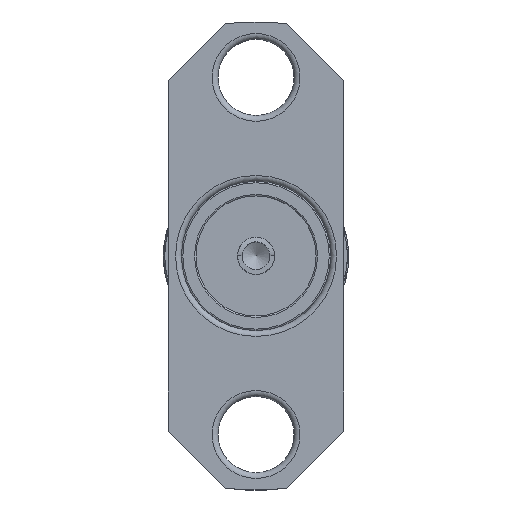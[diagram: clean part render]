
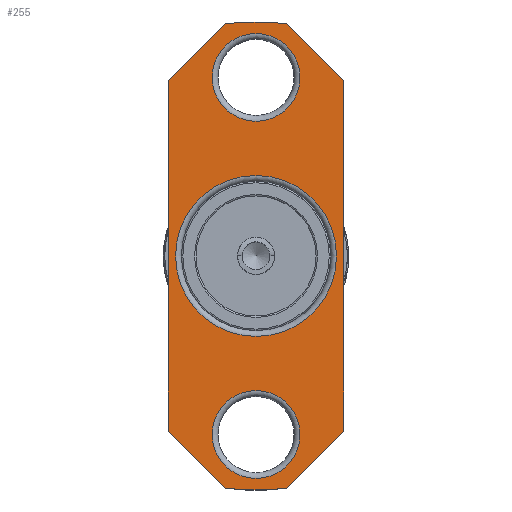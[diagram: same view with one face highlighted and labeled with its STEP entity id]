
A CAD part, top view. The second image highlights one B-rep face of the part: STEP entity #255.
In plain terms, the highlighted planar face has unit normal (0, 0, 1).
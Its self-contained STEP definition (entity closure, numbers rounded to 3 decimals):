
#255 = ADVANCED_FACE( '', ( #509, #510, #511, #512 ), #513, .T. );
#509 = FACE_BOUND( '', #818, .T. );
#510 = FACE_BOUND( '', #819, .T. );
#511 = FACE_BOUND( '', #820, .T. );
#512 = FACE_OUTER_BOUND( '', #821, .T. );
#513 = PLANE( '', #822 );
#818 = EDGE_LOOP( '', ( #1595 ) );
#819 = EDGE_LOOP( '', ( #1596 ) );
#820 = EDGE_LOOP( '', ( #1597 ) );
#821 = EDGE_LOOP( '', ( #1598, #1599, #1600, #1601, #1602, #1603, #1604, #1605 ) );
#822 = AXIS2_PLACEMENT_3D( '', #1606, #1607, #1608 );
#1595 = ORIENTED_EDGE( '', *, *, #2092, .T. );
#1596 = ORIENTED_EDGE( '', *, *, #2093, .T. );
#1597 = ORIENTED_EDGE( '', *, *, #2094, .T. );
#1598 = ORIENTED_EDGE( '', *, *, #2095, .T. );
#1599 = ORIENTED_EDGE( '', *, *, #2096, .T. );
#1600 = ORIENTED_EDGE( '', *, *, #2037, .T. );
#1601 = ORIENTED_EDGE( '', *, *, #2029, .T. );
#1602 = ORIENTED_EDGE( '', *, *, #2063, .T. );
#1603 = ORIENTED_EDGE( '', *, *, #2097, .T. );
#1604 = ORIENTED_EDGE( '', *, *, #2098, .T. );
#1605 = ORIENTED_EDGE( '', *, *, #2019, .T. );
#1606 = CARTESIAN_POINT( '', ( 0., 0., 1.6 ) );
#1607 = DIRECTION( '', ( 0., 0., 1. ) );
#1608 = DIRECTION( '', ( 1., 0., 0. ) );
#2019 = EDGE_CURVE( '', #2247, #2245, #2248, .T. );
#2029 = EDGE_CURVE( '', #2264, #2262, #2265, .T. );
#2037 = EDGE_CURVE( '', #2276, #2264, #2277, .T. );
#2063 = EDGE_CURVE( '', #2262, #2317, #2319, .T. );
#2092 = EDGE_CURVE( '', #2367, #2367, #2368, .F. );
#2093 = EDGE_CURVE( '', #2369, #2369, #2370, .F. );
#2094 = EDGE_CURVE( '', #2371, #2371, #2372, .F. );
#2095 = EDGE_CURVE( '', #2245, #2373, #2374, .T. );
#2096 = EDGE_CURVE( '', #2373, #2276, #2375, .T. );
#2097 = EDGE_CURVE( '', #2317, #2376, #2377, .T. );
#2098 = EDGE_CURVE( '', #2376, #2247, #2378, .T. );
#2245 = VERTEX_POINT( '', #2635 );
#2247 = VERTEX_POINT( '', #2638 );
#2248 = CIRCLE( '', #2639, 8. );
#2262 = VERTEX_POINT( '', #2654 );
#2264 = VERTEX_POINT( '', #2657 );
#2265 = CIRCLE( '', #2658, 8. );
#2276 = VERTEX_POINT( '', #2789 );
#2277 = LINE( '', #2790, #2791 );
#2317 = VERTEX_POINT( '', #2834 );
#2319 = LINE( '', #2837, #2838 );
#2367 = VERTEX_POINT( '', #2897 );
#2368 = CIRCLE( '', #2898, 1.5 );
#2369 = VERTEX_POINT( '', #2899 );
#2370 = CIRCLE( '', #2900, 2.75 );
#2371 = VERTEX_POINT( '', #2901 );
#2372 = CIRCLE( '', #2902, 1.5 );
#2373 = VERTEX_POINT( '', #2903 );
#2374 = LINE( '', #2904, #2905 );
#2375 = LINE( '', #2906, #2907 );
#2376 = VERTEX_POINT( '', #2908 );
#2377 = LINE( '', #2909, #2910 );
#2378 = LINE( '', #2911, #2912 );
#2635 = CARTESIAN_POINT( '', ( 1.049, -7.931, 1.6 ) );
#2638 = CARTESIAN_POINT( '', ( -1.049, -7.931, 1.6 ) );
#2639 = AXIS2_PLACEMENT_3D( '', #3388, #3389, #3390 );
#2654 = CARTESIAN_POINT( '', ( -1.049, 7.931, 1.6 ) );
#2657 = CARTESIAN_POINT( '', ( 1.049, 7.931, 1.6 ) );
#2658 = AXIS2_PLACEMENT_3D( '', #3405, #3406, #3407 );
#2789 = CARTESIAN_POINT( '', ( 3., 5.98, 1.6 ) );
#2790 = CARTESIAN_POINT( '', ( 1.049, 7.931, 1.6 ) );
#2791 = VECTOR( '', #3413, 1000. );
#2834 = CARTESIAN_POINT( '', ( -3., 5.98, 1.6 ) );
#2837 = CARTESIAN_POINT( '', ( -3., 5.98, 1.6 ) );
#2838 = VECTOR( '', #3457, 1000. );
#2897 = CARTESIAN_POINT( '', ( 1.5, 6.1, 1.6 ) );
#2898 = AXIS2_PLACEMENT_3D( '', #3499, #3500, #3501 );
#2899 = CARTESIAN_POINT( '', ( 2.75, 0., 1.6 ) );
#2900 = AXIS2_PLACEMENT_3D( '', #3502, #3503, #3504 );
#2901 = CARTESIAN_POINT( '', ( 1.5, -6.1, 1.6 ) );
#2902 = AXIS2_PLACEMENT_3D( '', #3505, #3506, #3507 );
#2903 = CARTESIAN_POINT( '', ( 3., -5.98, 1.6 ) );
#2904 = CARTESIAN_POINT( '', ( 3., -5.98, 1.6 ) );
#2905 = VECTOR( '', #3508, 1000. );
#2906 = CARTESIAN_POINT( '', ( 3., -5.98, 1.6 ) );
#2907 = VECTOR( '', #3509, 1000. );
#2908 = CARTESIAN_POINT( '', ( -3., -5.98, 1.6 ) );
#2909 = CARTESIAN_POINT( '', ( -3., 5.98, 1.6 ) );
#2910 = VECTOR( '', #3510, 1000. );
#2911 = CARTESIAN_POINT( '', ( -1.049, -7.931, 1.6 ) );
#2912 = VECTOR( '', #3511, 1000. );
#3388 = CARTESIAN_POINT( '', ( 0., 0., 1.6 ) );
#3389 = DIRECTION( '', ( 0., 0., 1. ) );
#3390 = DIRECTION( '', ( 1., 0., 0. ) );
#3405 = CARTESIAN_POINT( '', ( 0., 0., 1.6 ) );
#3406 = DIRECTION( '', ( 0., 0., 1. ) );
#3407 = DIRECTION( '', ( 1., 0., 0. ) );
#3413 = DIRECTION( '', ( -0.707, 0.707, 0. ) );
#3457 = DIRECTION( '', ( -0.707, -0.707, 0. ) );
#3499 = CARTESIAN_POINT( '', ( 0., 6.1, 1.6 ) );
#3500 = DIRECTION( '', ( 0., 0., 1. ) );
#3501 = DIRECTION( '', ( 1., 0., 0. ) );
#3502 = CARTESIAN_POINT( '', ( 0., 0., 1.6 ) );
#3503 = DIRECTION( '', ( 0., 0., 1. ) );
#3504 = DIRECTION( '', ( 1., 0., 0. ) );
#3505 = CARTESIAN_POINT( '', ( 0., -6.1, 1.6 ) );
#3506 = DIRECTION( '', ( 0., 0., 1. ) );
#3507 = DIRECTION( '', ( 1., 0., 0. ) );
#3508 = DIRECTION( '', ( 0.707, 0.707, 0. ) );
#3509 = DIRECTION( '', ( 0., 1., 0. ) );
#3510 = DIRECTION( '', ( 0., -1., 0. ) );
#3511 = DIRECTION( '', ( 0.707, -0.707, 0. ) );
